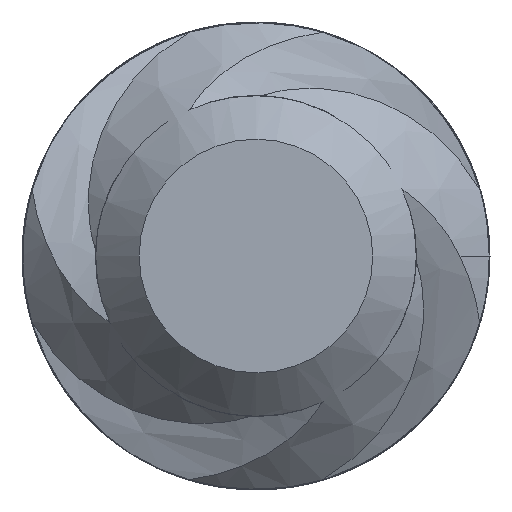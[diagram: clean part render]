
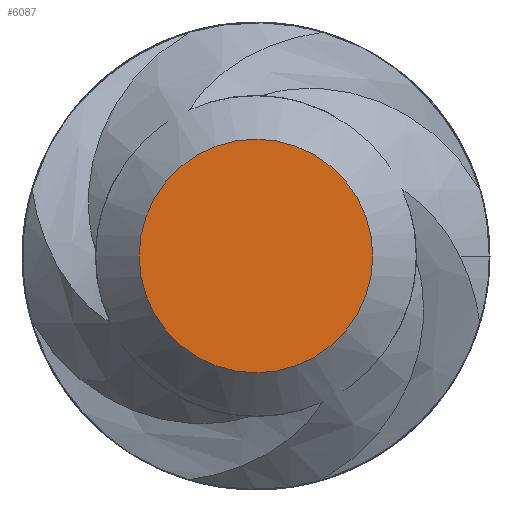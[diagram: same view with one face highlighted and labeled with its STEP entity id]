
A CAD part, left-side view. The second image highlights one B-rep face of the part: STEP entity #6087.
In plain terms, the highlighted planar face has unit normal (-1, 0, 0).
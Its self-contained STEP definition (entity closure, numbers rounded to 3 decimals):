
#15=PLANE('',#6450);
#348=FACE_OUTER_BOUND('',#671,.T.);
#671=EDGE_LOOP('',(#5450));
#686=CIRCLE('',#6163,2.);
#2034=VERTEX_POINT('',#9216);
#2710=EDGE_CURVE('',#2034,#2034,#686,.T.);
#5450=ORIENTED_EDGE('',*,*,#2710,.F.);
#6087=ADVANCED_FACE('',(#348),#15,.T.);
#6163=AXIS2_PLACEMENT_3D('',#9218,#6593,#6594);
#6450=AXIS2_PLACEMENT_3D('',#25244,#7433,#7434);
#6593=DIRECTION('center_axis',(1.,0.,0.));
#6594=DIRECTION('ref_axis',(0.,1.,0.));
#7433=DIRECTION('center_axis',(-1.,0.,0.));
#7434=DIRECTION('ref_axis',(0.,0.,1.));
#9216=CARTESIAN_POINT('',(-300.,-2.,0.));
#9218=CARTESIAN_POINT('Origin',(-300.,0.,0.));
#25244=CARTESIAN_POINT('Origin',(-300.,1.,0.));
